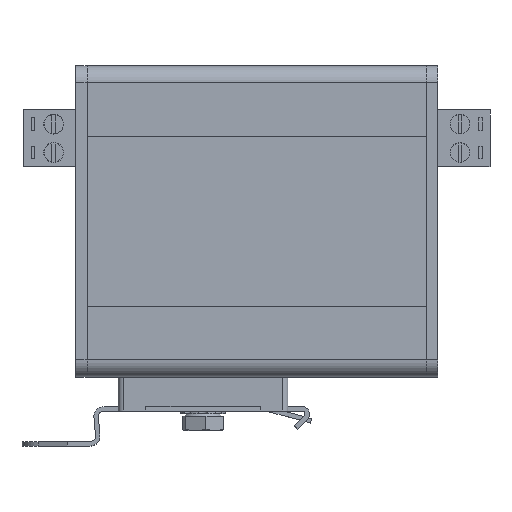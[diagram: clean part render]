
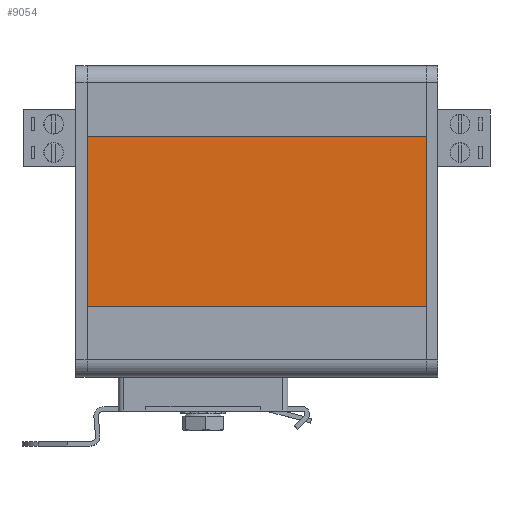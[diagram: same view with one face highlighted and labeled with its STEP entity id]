
A CAD part, top view. The second image highlights one B-rep face of the part: STEP entity #9054.
In plain terms, the highlighted face is planar.
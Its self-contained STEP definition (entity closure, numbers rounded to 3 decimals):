
#2158 = FACE_OUTER_BOUND ( 'NONE', #27017, .T. ) ;
#2869 = PLANE ( 'NONE',  #13094 ) ;
#4122 = CARTESIAN_POINT ( 'NONE',  ( 42.5, 36.8, 30. ) ) ;
#5509 = DIRECTION ( 'NONE',  ( 0., 0., -1. ) ) ;
#6244 = VERTEX_POINT ( 'NONE', #16707 ) ;
#6838 = VECTOR ( 'NONE', #5509, 1000. ) ;
#7181 = VECTOR ( 'NONE', #8002, 1000. ) ;
#7691 = VECTOR ( 'NONE', #9486, 1000. ) ;
#8002 = DIRECTION ( 'NONE',  ( -1., 0., 0. ) ) ;
#8332 = ORIENTED_EDGE ( 'NONE', *, *, #33289, .T. ) ;
#9054 = ADVANCED_FACE ( 'NONE', ( #2158 ), #2869, .F. ) ;
#9486 = DIRECTION ( 'NONE',  ( 0., 0., -1. ) ) ;
#10195 = VECTOR ( 'NONE', #32451, 1000. ) ;
#12075 = ORIENTED_EDGE ( 'NONE', *, *, #34214, .F. ) ;
#13094 = AXIS2_PLACEMENT_3D ( 'NONE', #13572, #32251, #16297 ) ;
#13572 = CARTESIAN_POINT ( 'NONE',  ( 12.5, 36.8, 30. ) ) ;
#14016 = VERTEX_POINT ( 'NONE', #30241 ) ;
#14274 = LINE ( 'NONE', #18632, #7181 ) ;
#15627 = LINE ( 'NONE', #4122, #7691 ) ;
#16297 = DIRECTION ( 'NONE',  ( 0., 0., -1. ) ) ;
#16617 = VERTEX_POINT ( 'NONE', #20843 ) ;
#16707 = CARTESIAN_POINT ( 'NONE',  ( 42.5, 36.8, -30. ) ) ;
#17333 = LINE ( 'NONE', #29799, #10195 ) ;
#17334 = EDGE_CURVE ( 'NONE', #6244, #26267, #17333, .T. ) ;
#18632 = CARTESIAN_POINT ( 'NONE',  ( 12.5, 36.8, 30. ) ) ;
#20843 = CARTESIAN_POINT ( 'NONE',  ( 12.5, 36.8, 30. ) ) ;
#21133 = ORIENTED_EDGE ( 'NONE', *, *, #17334, .T. ) ;
#22794 = ORIENTED_EDGE ( 'NONE', *, *, #23104, .F. ) ;
#23104 = EDGE_CURVE ( 'NONE', #16617, #26267, #28986, .T. ) ;
#23678 = CARTESIAN_POINT ( 'NONE',  ( 12.5, 36.8, -30. ) ) ;
#26267 = VERTEX_POINT ( 'NONE', #23678 ) ;
#27017 = EDGE_LOOP ( 'NONE', ( #21133, #22794, #12075, #8332 ) ) ;
#28986 = LINE ( 'NONE', #32138, #6838 ) ;
#29799 = CARTESIAN_POINT ( 'NONE',  ( 12.5, 36.8, -30. ) ) ;
#30241 = CARTESIAN_POINT ( 'NONE',  ( 42.5, 36.8, 30. ) ) ;
#32138 = CARTESIAN_POINT ( 'NONE',  ( 12.5, 36.8, 30. ) ) ;
#32251 = DIRECTION ( 'NONE',  ( 0., -1., 0. ) ) ;
#32451 = DIRECTION ( 'NONE',  ( -1., 0., 0. ) ) ;
#33289 = EDGE_CURVE ( 'NONE', #14016, #6244, #15627, .T. ) ;
#34214 = EDGE_CURVE ( 'NONE', #14016, #16617, #14274, .T. ) ;
